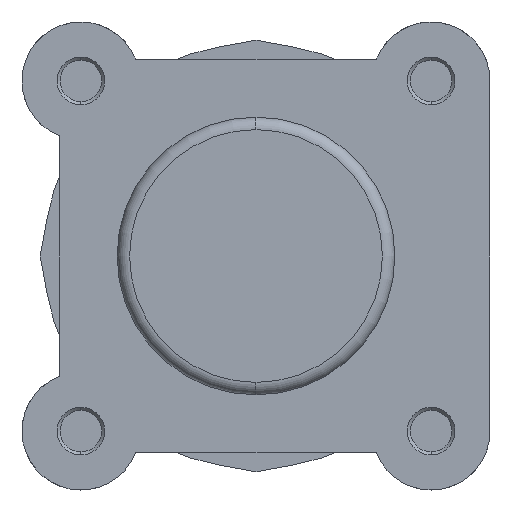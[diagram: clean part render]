
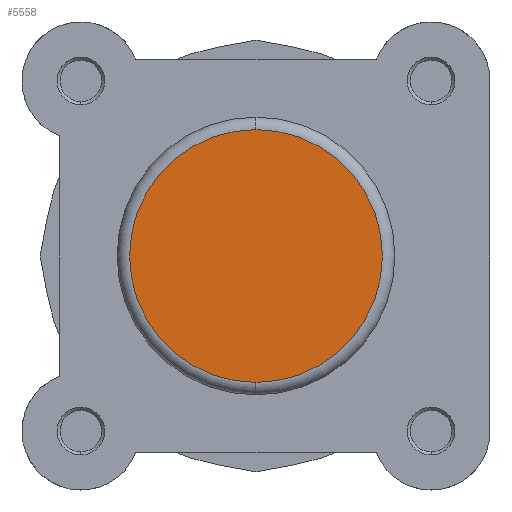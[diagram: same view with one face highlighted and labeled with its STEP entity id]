
A CAD part, left-side view. The second image highlights one B-rep face of the part: STEP entity #5558.
In plain terms, the highlighted planar face has unit normal (-1, 0, 0).
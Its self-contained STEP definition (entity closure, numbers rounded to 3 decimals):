
#102 = EDGE_LOOP ( 'NONE', ( #3377, #3385 ) ) ;
#735 = CIRCLE ( 'NONE', #3869, 20.4 ) ;
#816 = CIRCLE ( 'NONE', #3897, 20.4 ) ;
#1230 = FACE_OUTER_BOUND ( 'NONE', #102, .T. ) ;
#1762 = CARTESIAN_POINT ( 'NONE',  ( 0., 0., 0. ) ) ;
#1763 = PLANE ( 'NONE',  #4071 ) ;
#1765 = DIRECTION ( 'NONE',  ( 1., 0., 0. ) ) ;
#1766 = DIRECTION ( 'NONE',  ( 0., 0., -1. ) ) ;
#2550 = VERTEX_POINT ( 'NONE', #2815 ) ;
#2664 = VERTEX_POINT ( 'NONE', #4319 ) ;
#2815 = CARTESIAN_POINT ( 'NONE',  ( 0., 0., 20.4 ) ) ;
#3377 = ORIENTED_EDGE ( 'NONE', *, *, #3522, .T. ) ;
#3385 = ORIENTED_EDGE ( 'NONE', *, *, #3577, .T. ) ;
#3522 = EDGE_CURVE ( 'NONE', #2664, #2550, #735, .T. ) ;
#3577 = EDGE_CURVE ( 'NONE', #2550, #2664, #816, .T. ) ;
#3869 = AXIS2_PLACEMENT_3D ( 'NONE', #4704, #4705, #4706 ) ;
#3897 = AXIS2_PLACEMENT_3D ( 'NONE', #4844, #4846, #4847 ) ;
#4071 = AXIS2_PLACEMENT_3D ( 'NONE', #1762, #1765, #1766 ) ;
#4319 = CARTESIAN_POINT ( 'NONE',  ( 0., 0., -20.4 ) ) ;
#4704 = CARTESIAN_POINT ( 'NONE',  ( 0., 0., 0. ) ) ;
#4705 = DIRECTION ( 'NONE',  ( -1., 0., 0. ) ) ;
#4706 = DIRECTION ( 'NONE',  ( 0., 0., -1. ) ) ;
#4844 = CARTESIAN_POINT ( 'NONE',  ( 0., 0., 0. ) ) ;
#4846 = DIRECTION ( 'NONE',  ( -1., 0., 0. ) ) ;
#4847 = DIRECTION ( 'NONE',  ( 0., 0., -1. ) ) ;
#5558 = ADVANCED_FACE ( 'NONE', ( #1230 ), #1763, .F. ) ;
